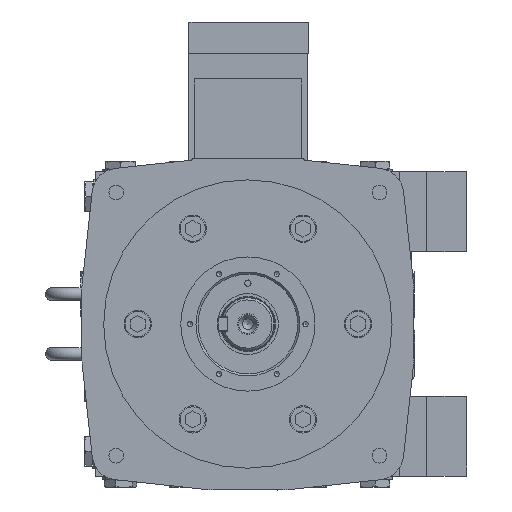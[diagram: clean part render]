
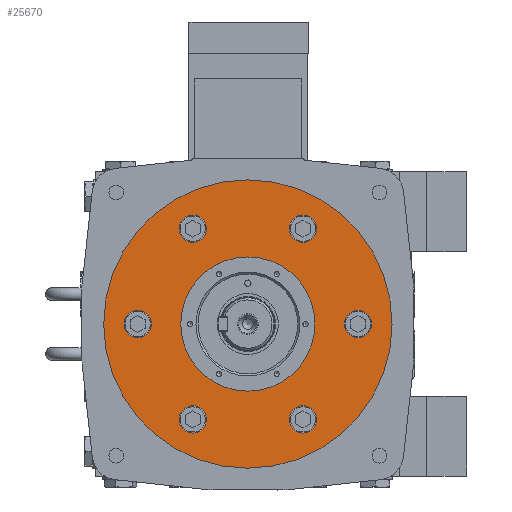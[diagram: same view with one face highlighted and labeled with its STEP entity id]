
A CAD part, left-side view. The second image highlights one B-rep face of the part: STEP entity #25670.
In plain terms, the highlighted planar face has unit normal (-1, 0, 0).
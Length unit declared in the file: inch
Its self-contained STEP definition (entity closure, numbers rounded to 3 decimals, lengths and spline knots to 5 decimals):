
#25573=CARTESIAN_POINT('',(-11.75197,3.18898,0.));
#25574=VERTEX_POINT('',#25573);
#25575=CARTESIAN_POINT('',(-11.75197,5.70866,0.));
#25576=DIRECTION('',(1.0,0.0,0.0));
#25577=DIRECTION('',(0.0,-1.0,0.0));
#25578=AXIS2_PLACEMENT_3D('',#25575,#25576,#25577);
#25579=CIRCLE('',#25578,2.51969);
#25580=EDGE_CURVE('',#25574,#25574,#25579,.T.);
#25585=CARTESIAN_POINT('',(-11.75197,5.70866,5.47785));
#25586=DIRECTION('',(1.0,0.0,0.0));
#25587=DIRECTION('',(0.0,0.0,-1.0));
#25588=AXIS2_PLACEMENT_3D('',#25585,#25586,#25587);
#25589=PLANE('',#25588);
#25590=CARTESIAN_POINT('',(-11.75197,0.29577,0.));
#25591=VERTEX_POINT('',#25590);
#25592=CARTESIAN_POINT('',(-11.75197,5.70866,0.));
#25593=DIRECTION('',(1.0,0.0,0.0));
#25594=DIRECTION('',(0.0,1.0,0.0));
#25595=AXIS2_PLACEMENT_3D('',#25592,#25593,#25594);
#25596=CIRCLE('',#25595,5.41289);
#25597=EDGE_CURVE('',#25591,#25591,#25596,.T.);
#25598=ORIENTED_EDGE('',*,*,#25597,.F.);
#25599=EDGE_LOOP('',(#25598));
#25600=FACE_OUTER_BOUND('',#25599,.T.);
#25601=ORIENTED_EDGE('',*,*,#25580,.T.);
#25602=EDGE_LOOP('',(#25601));
#25603=FACE_BOUND('',#25602,.T.);
#25604=CARTESIAN_POINT('',(-11.75197,8.2874,-3.58003));
#25605=VERTEX_POINT('',#25604);
#25606=CARTESIAN_POINT('',(-11.75197,7.77559,-3.58003));
#25607=DIRECTION('',(-1.0,0.0,0.0));
#25608=DIRECTION('',(0.0,-1.0,0.0));
#25609=AXIS2_PLACEMENT_3D('',#25606,#25607,#25608);
#25610=CIRCLE('',#25609,0.51181);
#25611=EDGE_CURVE('',#25605,#25605,#25610,.T.);
#25612=ORIENTED_EDGE('',*,*,#25611,.F.);
#25613=EDGE_LOOP('',(#25612));
#25614=FACE_BOUND('',#25613,.T.);
#25615=CARTESIAN_POINT('',(-11.75197,10.35433,0.));
#25616=VERTEX_POINT('',#25615);
#25617=CARTESIAN_POINT('',(-11.75197,9.84252,0.));
#25618=DIRECTION('',(-1.0,0.0,0.0));
#25619=DIRECTION('',(0.0,-1.0,0.0));
#25620=AXIS2_PLACEMENT_3D('',#25617,#25618,#25619);
#25621=CIRCLE('',#25620,0.51181);
#25622=EDGE_CURVE('',#25616,#25616,#25621,.T.);
#25623=ORIENTED_EDGE('',*,*,#25622,.F.);
#25624=EDGE_LOOP('',(#25623));
#25625=FACE_BOUND('',#25624,.T.);
#25626=CARTESIAN_POINT('',(-11.75197,8.2874,3.58003));
#25627=VERTEX_POINT('',#25626);
#25628=CARTESIAN_POINT('',(-11.75197,7.77559,3.58003));
#25629=DIRECTION('',(-1.0,0.0,0.0));
#25630=DIRECTION('',(0.0,-1.0,0.0));
#25631=AXIS2_PLACEMENT_3D('',#25628,#25629,#25630);
#25632=CIRCLE('',#25631,0.51181);
#25633=EDGE_CURVE('',#25627,#25627,#25632,.T.);
#25634=ORIENTED_EDGE('',*,*,#25633,.F.);
#25635=EDGE_LOOP('',(#25634));
#25636=FACE_BOUND('',#25635,.T.);
#25637=CARTESIAN_POINT('',(-11.75197,4.15354,3.58003));
#25638=VERTEX_POINT('',#25637);
#25639=CARTESIAN_POINT('',(-11.75197,3.64173,3.58003));
#25640=DIRECTION('',(-1.0,0.0,0.0));
#25641=DIRECTION('',(0.0,-1.0,0.0));
#25642=AXIS2_PLACEMENT_3D('',#25639,#25640,#25641);
#25643=CIRCLE('',#25642,0.51181);
#25644=EDGE_CURVE('',#25638,#25638,#25643,.T.);
#25645=ORIENTED_EDGE('',*,*,#25644,.F.);
#25646=EDGE_LOOP('',(#25645));
#25647=FACE_BOUND('',#25646,.T.);
#25648=CARTESIAN_POINT('',(-11.75197,2.08661,0.));
#25649=VERTEX_POINT('',#25648);
#25650=CARTESIAN_POINT('',(-11.75197,1.5748,0.));
#25651=DIRECTION('',(-1.0,0.0,0.0));
#25652=DIRECTION('',(0.0,-1.0,0.0));
#25653=AXIS2_PLACEMENT_3D('',#25650,#25651,#25652);
#25654=CIRCLE('',#25653,0.51181);
#25655=EDGE_CURVE('',#25649,#25649,#25654,.T.);
#25656=ORIENTED_EDGE('',*,*,#25655,.F.);
#25657=EDGE_LOOP('',(#25656));
#25658=FACE_BOUND('',#25657,.T.);
#25659=CARTESIAN_POINT('',(-11.75197,4.15354,-3.58003));
#25660=VERTEX_POINT('',#25659);
#25661=CARTESIAN_POINT('',(-11.75197,3.64173,-3.58003));
#25662=DIRECTION('',(-1.0,0.0,0.0));
#25663=DIRECTION('',(0.0,-1.0,0.0));
#25664=AXIS2_PLACEMENT_3D('',#25661,#25662,#25663);
#25665=CIRCLE('',#25664,0.51181);
#25666=EDGE_CURVE('',#25660,#25660,#25665,.T.);
#25667=ORIENTED_EDGE('',*,*,#25666,.F.);
#25668=EDGE_LOOP('',(#25667));
#25669=FACE_BOUND('',#25668,.T.);
#25670=ADVANCED_FACE('',(#25600,#25603,#25614,#25625,#25636,#25647,#25658,#25669),#25589,.F.);
